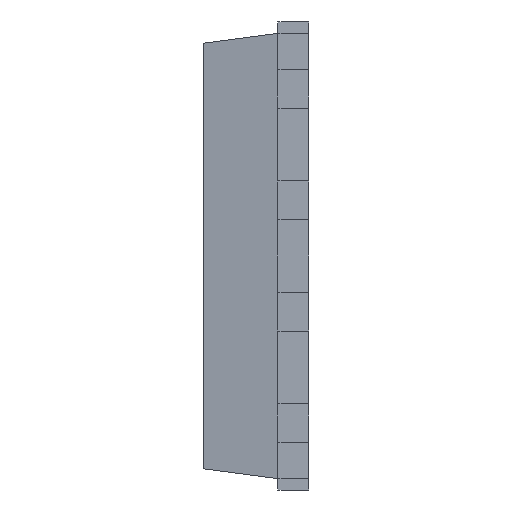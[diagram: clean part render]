
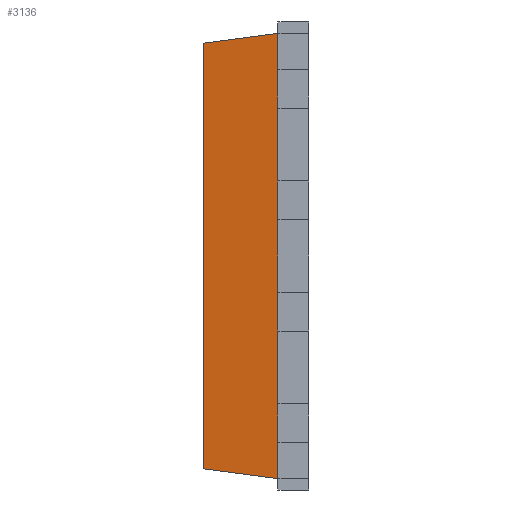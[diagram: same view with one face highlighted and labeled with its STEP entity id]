
A CAD part, left-side view. The second image highlights one B-rep face of the part: STEP entity #3136.
In plain terms, the highlighted planar face has unit normal (-0.991, 0.131, 0).
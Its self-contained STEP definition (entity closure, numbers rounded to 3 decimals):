
#50 = CARTESIAN_POINT ( 'NONE',  ( -2.95, 0.35, 2.538 ) ) ;
#52 = VERTEX_POINT ( 'NONE', #805 ) ;
#68 = CARTESIAN_POINT ( 'NONE',  ( -2.95, 0.35, 2.538 ) ) ;
#80 = VERTEX_POINT ( 'NONE', #4281 ) ;
#111 = LINE ( 'NONE', #50, #1188 ) ;
#131 = CARTESIAN_POINT ( 'NONE',  ( -2.95, 0.35, 2.538 ) ) ;
#148 = EDGE_CURVE ( 'NONE', #4255, #4706, #474, .T. ) ;
#150 = LINE ( 'NONE', #2962, #1595 ) ;
#177 = CARTESIAN_POINT ( 'NONE',  ( -2.95, 0.35, -2.537 ) ) ;
#180 = VECTOR ( 'NONE', #4599, 1000. ) ;
#237 = EDGE_CURVE ( 'NONE', #1779, #4801, #1551, .T. ) ;
#345 = ORIENTED_EDGE ( 'NONE', *, *, #4286, .T. ) ;
#474 = LINE ( 'NONE', #131, #4732 ) ;
#499 = DIRECTION ( 'NONE',  ( -0.129, -0.983, 0.129 ) ) ;
#528 = EDGE_CURVE ( 'NONE', #52, #1415, #778, .T. ) ;
#642 = CARTESIAN_POINT ( 'NONE',  ( -2.95, 0.35, 2.538 ) ) ;
#778 = LINE ( 'NONE', #1558, #3840 ) ;
#781 = CARTESIAN_POINT ( 'NONE',  ( -2.95, 0.35, -2.537 ) ) ;
#805 = CARTESIAN_POINT ( 'NONE',  ( -2.95, 0.35, -0.415 ) ) ;
#836 = ORIENTED_EDGE ( 'NONE', *, *, #3859, .T. ) ;
#999 = DIRECTION ( 'NONE',  ( 0., 0., 1. ) ) ;
#1030 = LINE ( 'NONE', #1486, #4183 ) ;
#1102 = CARTESIAN_POINT ( 'NONE',  ( -2.95, 0.35, 2.538 ) ) ;
#1165 = DIRECTION ( 'NONE',  ( 0., 0., 1. ) ) ;
#1188 = VECTOR ( 'NONE', #1359, 1000. ) ;
#1265 = ORIENTED_EDGE ( 'NONE', *, *, #3225, .T. ) ;
#1326 = VERTEX_POINT ( 'NONE', #3035 ) ;
#1341 = CARTESIAN_POINT ( 'NONE',  ( -2.95, 0.35, 2.538 ) ) ;
#1354 = AXIS2_PLACEMENT_3D ( 'NONE', #177, #3790, #4923 ) ;
#1359 = DIRECTION ( 'NONE',  ( 0., 0., 1. ) ) ;
#1363 = CARTESIAN_POINT ( 'NONE',  ( -2.95, 0.35, 2.538 ) ) ;
#1397 = EDGE_CURVE ( 'NONE', #3421, #4865, #111, .T. ) ;
#1415 = VERTEX_POINT ( 'NONE', #4086 ) ;
#1486 = CARTESIAN_POINT ( 'NONE',  ( -2.95, 0.35, 2.538 ) ) ;
#1551 = LINE ( 'NONE', #2024, #3496 ) ;
#1558 = CARTESIAN_POINT ( 'NONE',  ( -2.95, 0.35, 2.538 ) ) ;
#1595 = VECTOR ( 'NONE', #999, 1000. ) ;
#1617 = CARTESIAN_POINT ( 'NONE',  ( -2.838, 1.2, -2.426 ) ) ;
#1779 = VERTEX_POINT ( 'NONE', #1617 ) ;
#1822 = VERTEX_POINT ( 'NONE', #4143 ) ;
#1835 = ORIENTED_EDGE ( 'NONE', *, *, #3126, .T. ) ;
#1838 = CARTESIAN_POINT ( 'NONE',  ( -2.95, 0.35, 2.125 ) ) ;
#1842 = LINE ( 'NONE', #4969, #2490 ) ;
#1860 = LINE ( 'NONE', #1102, #2441 ) ;
#1913 = CARTESIAN_POINT ( 'NONE',  ( -2.95, 0.35, -2.125 ) ) ;
#2024 = CARTESIAN_POINT ( 'NONE',  ( -2.95, 0.35, -2.537 ) ) ;
#2117 = VECTOR ( 'NONE', #3808, 1000. ) ;
#2169 = ORIENTED_EDGE ( 'NONE', *, *, #528, .T. ) ;
#2268 = ORIENTED_EDGE ( 'NONE', *, *, #3230, .T. ) ;
#2316 = VECTOR ( 'NONE', #4650, 1000. ) ;
#2441 = VECTOR ( 'NONE', #2671, 1000. ) ;
#2444 = DIRECTION ( 'NONE',  ( -0.129, -0.983, -0.129 ) ) ;
#2460 = ORIENTED_EDGE ( 'NONE', *, *, #2559, .F. ) ;
#2490 = VECTOR ( 'NONE', #3742, 1000. ) ;
#2553 = LINE ( 'NONE', #68, #3252 ) ;
#2559 = EDGE_CURVE ( 'NONE', #80, #4706, #2553, .T. ) ;
#2595 = PLANE ( 'NONE',  #1354 ) ;
#2635 = CARTESIAN_POINT ( 'NONE',  ( -2.95, 0.35, 2.538 ) ) ;
#2671 = DIRECTION ( 'NONE',  ( 0., 0., 1. ) ) ;
#2703 = CARTESIAN_POINT ( 'NONE',  ( -2.95, 0.35, 1.685 ) ) ;
#2780 = ORIENTED_EDGE ( 'NONE', *, *, #237, .T. ) ;
#2962 = CARTESIAN_POINT ( 'NONE',  ( -2.95, 0.35, 2.538 ) ) ;
#3035 = CARTESIAN_POINT ( 'NONE',  ( -2.95, 0.35, -0.855 ) ) ;
#3052 = CARTESIAN_POINT ( 'NONE',  ( -2.95, 0.35, -1.685 ) ) ;
#3097 = LINE ( 'NONE', #2635, #180 ) ;
#3126 = EDGE_CURVE ( 'NONE', #4865, #1326, #150, .T. ) ;
#3136 = ADVANCED_FACE ( 'NONE', ( #4126 ), #2595, .T. ) ;
#3196 = ORIENTED_EDGE ( 'NONE', *, *, #4667, .F. ) ;
#3225 = EDGE_CURVE ( 'NONE', #4052, #4255, #1030, .T. ) ;
#3230 = EDGE_CURVE ( 'NONE', #1822, #4052, #1860, .T. ) ;
#3252 = VECTOR ( 'NONE', #499, 1000. ) ;
#3397 = LINE ( 'NONE', #1341, #2117 ) ;
#3419 = LINE ( 'NONE', #642, #2316 ) ;
#3421 = VERTEX_POINT ( 'NONE', #1913 ) ;
#3496 = VECTOR ( 'NONE', #2444, 1000. ) ;
#3727 = DIRECTION ( 'NONE',  ( 0., 0., 1. ) ) ;
#3742 = DIRECTION ( 'NONE',  ( 0., 0., 1. ) ) ;
#3790 = DIRECTION ( 'NONE',  ( -0.991, 0.131, 0. ) ) ;
#3808 = DIRECTION ( 'NONE',  ( 0., 0., 1. ) ) ;
#3840 = VECTOR ( 'NONE', #1165, 1000. ) ;
#3859 = EDGE_CURVE ( 'NONE', #1326, #52, #3097, .T. ) ;
#4041 = ORIENTED_EDGE ( 'NONE', *, *, #5134, .T. ) ;
#4052 = VERTEX_POINT ( 'NONE', #2703 ) ;
#4080 = ORIENTED_EDGE ( 'NONE', *, *, #1397, .T. ) ;
#4086 = CARTESIAN_POINT ( 'NONE',  ( -2.95, 0.35, 0.415 ) ) ;
#4126 = FACE_OUTER_BOUND ( 'NONE', #4189, .T. ) ;
#4143 = CARTESIAN_POINT ( 'NONE',  ( -2.95, 0.35, 0.855 ) ) ;
#4183 = VECTOR ( 'NONE', #4995, 1000. ) ;
#4189 = EDGE_LOOP ( 'NONE', ( #3196, #2780, #4041, #4080, #1835, #836, #2169, #345, #2268, #1265, #5122, #2460 ) ) ;
#4255 = VERTEX_POINT ( 'NONE', #1838 ) ;
#4281 = CARTESIAN_POINT ( 'NONE',  ( -2.838, 1.2, 2.426 ) ) ;
#4286 = EDGE_CURVE ( 'NONE', #1415, #1822, #3397, .T. ) ;
#4599 = DIRECTION ( 'NONE',  ( 0., 0., 1. ) ) ;
#4650 = DIRECTION ( 'NONE',  ( 0., 0., 1. ) ) ;
#4667 = EDGE_CURVE ( 'NONE', #1779, #80, #1842, .T. ) ;
#4706 = VERTEX_POINT ( 'NONE', #1363 ) ;
#4732 = VECTOR ( 'NONE', #3727, 1000. ) ;
#4801 = VERTEX_POINT ( 'NONE', #781 ) ;
#4865 = VERTEX_POINT ( 'NONE', #3052 ) ;
#4923 = DIRECTION ( 'NONE',  ( -0.131, -0.991, 0. ) ) ;
#4969 = CARTESIAN_POINT ( 'NONE',  ( -2.838, 1.2, -2.537 ) ) ;
#4995 = DIRECTION ( 'NONE',  ( 0., 0., 1. ) ) ;
#5122 = ORIENTED_EDGE ( 'NONE', *, *, #148, .T. ) ;
#5134 = EDGE_CURVE ( 'NONE', #4801, #3421, #3419, .T. ) ;
